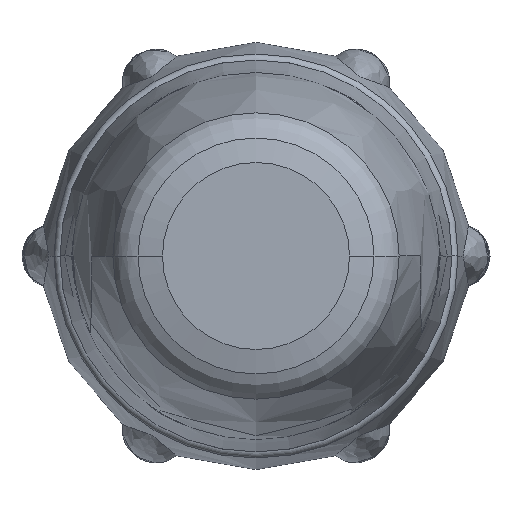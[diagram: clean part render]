
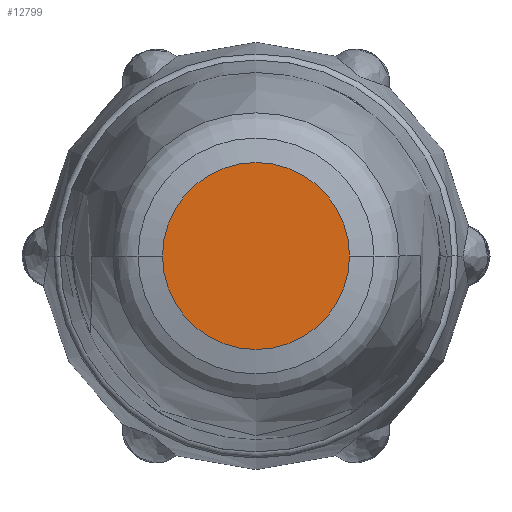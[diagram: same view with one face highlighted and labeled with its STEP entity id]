
A CAD part, front view. The second image highlights one B-rep face of the part: STEP entity #12799.
In plain terms, the highlighted planar face has unit normal (0, -1, 0).
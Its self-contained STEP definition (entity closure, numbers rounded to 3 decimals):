
#4920=CARTESIAN_POINT('',(0.,-52.525,0.));
#4921=DIRECTION('',(0.,-1.,0.));
#4922=DIRECTION('',(-1.,0.,0.));
#4923=AXIS2_PLACEMENT_3D('',#4920,#4921,#4922);
#4925=CARTESIAN_POINT('',(0.,-52.525,0.));
#4926=DIRECTION('',(0.,-1.,0.));
#4927=DIRECTION('',(1.,0.,0.));
#4928=AXIS2_PLACEMENT_3D('',#4925,#4926,#4927);
#7018=CARTESIAN_POINT('',(-5.22,-52.525,0.));
#7019=CARTESIAN_POINT('',(5.22,-52.525,0.));
#7020=VERTEX_POINT('',#7018);
#7021=VERTEX_POINT('',#7019);
#12789=CARTESIAN_POINT('',(0.,-52.525,0.));
#12790=DIRECTION('',(0.,-1.,0.));
#12791=DIRECTION('',(-1.,0.,0.));
#12792=AXIS2_PLACEMENT_3D('',#12789,#12790,#12791);
#12793=PLANE('',#12792);
#12794=ORIENTED_EDGE('',*,*,#12779,.F.);
#12796=ORIENTED_EDGE('',*,*,#12795,.F.);
#12797=EDGE_LOOP('',(#12794,#12796));
#12798=FACE_OUTER_BOUND('',#12797,.F.);
#12799=ADVANCED_FACE('',(#12798),#12793,.T.);
#4924=CIRCLE('',#4923,5.22);
#4929=CIRCLE('',#4928,5.22);
#12779=EDGE_CURVE('',#7020,#7021,#4924,.T.);
#12795=EDGE_CURVE('',#7021,#7020,#4929,.T.);
